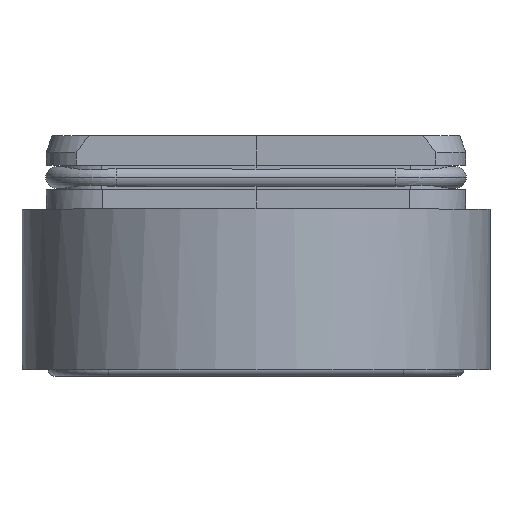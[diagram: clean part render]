
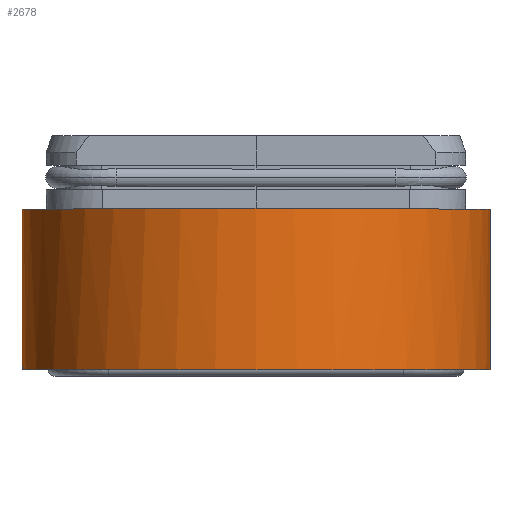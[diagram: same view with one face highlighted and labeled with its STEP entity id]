
A CAD part, front view. The second image highlights one B-rep face of the part: STEP entity #2678.
In plain terms, the highlighted cylindrical face has radius 29 mm (diameter 58 mm), a partial arc.
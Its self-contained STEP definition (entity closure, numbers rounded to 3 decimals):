
#2657=AXIS2_PLACEMENT_3D('Cylinder Axis2P3D',#2654,#2655,#2656) ;
#2668=AXIS2_PLACEMENT_3D('Circle Axis2P3D',#2666,#2667,$) ;
#171=CARTESIAN_POINT('Vertex',(0.,29.,20.723)) ;
#175=CARTESIAN_POINT('Control Point',(29.,0.,20.85)) ;
#176=CARTESIAN_POINT('Control Point',(24.071,0.,20.828)) ;
#177=CARTESIAN_POINT('Control Point',(19.142,1.047,20.807)) ;
#178=CARTESIAN_POINT('Control Point',(14.51,3.143,20.787)) ;
#179=CARTESIAN_POINT('Control Point',(7.042,8.709,20.754)) ;
#180=CARTESIAN_POINT('Control Point',(2.262,16.636,20.733)) ;
#181=CARTESIAN_POINT('Control Point',(0.754,20.637,20.727)) ;
#182=CARTESIAN_POINT('Control Point',(0.,24.818,20.723)) ;
#183=CARTESIAN_POINT('Control Point',(0.,29.,20.723)) ;
#184=CARTESIAN_POINT('Vertex',(29.,0.,20.85)) ;
#546=CARTESIAN_POINT('Control Point',(29.,0.,20.85)) ;
#547=CARTESIAN_POINT('Control Point',(33.929,0.,20.828)) ;
#548=CARTESIAN_POINT('Control Point',(38.858,1.047,20.807)) ;
#549=CARTESIAN_POINT('Control Point',(43.49,3.143,20.787)) ;
#550=CARTESIAN_POINT('Control Point',(50.958,8.709,20.754)) ;
#551=CARTESIAN_POINT('Control Point',(55.738,16.636,20.733)) ;
#552=CARTESIAN_POINT('Control Point',(57.246,20.637,20.727)) ;
#553=CARTESIAN_POINT('Control Point',(58.,24.818,20.723)) ;
#554=CARTESIAN_POINT('Control Point',(58.,29.,20.723)) ;
#555=CARTESIAN_POINT('Vertex',(58.,29.,20.723)) ;
#2628=CARTESIAN_POINT('Line Origine',(58.,29.,10.787)) ;
#2632=CARTESIAN_POINT('Vertex',(58.,29.,0.85)) ;
#2654=CARTESIAN_POINT('Axis2P3D Location',(29.,29.,10.85)) ;
#2659=CARTESIAN_POINT('Line Origine',(0.,29.,10.85)) ;
#2663=CARTESIAN_POINT('Vertex',(0.,29.,0.85)) ;
#2666=CARTESIAN_POINT('Axis2P3D Location',(29.,29.,0.85)) ;
#2629=DIRECTION('Vector Direction',(0.,0.,1.)) ;
#2655=DIRECTION('Axis2P3D Direction',(-0.,0.,1.)) ;
#2656=DIRECTION('Axis2P3D XDirection',(-1.,0.,-0.)) ;
#2660=DIRECTION('Vector Direction',(0.,0.,1.)) ;
#2667=DIRECTION('Axis2P3D Direction',(-0.,0.,1.)) ;
#2630=VECTOR('Line Direction',#2629,1.) ;
#2661=VECTOR('Line Direction',#2660,1.) ;
#2672=ORIENTED_EDGE('',*,*,#186,.T.) ;
#2673=ORIENTED_EDGE('',*,*,#2665,.F.) ;
#2674=ORIENTED_EDGE('',*,*,#2670,.T.) ;
#2675=ORIENTED_EDGE('',*,*,#2634,.T.) ;
#2676=ORIENTED_EDGE('',*,*,#557,.T.) ;
#2678=ADVANCED_FACE('Hauptk\X2\00F6\X0\rper',(#2677),#2658,.T.) ;
#174=B_SPLINE_CURVE_WITH_KNOTS('',5,(#175,#176,#177,#178,#179,#180,#181,#182,#183),.UNSPECIFIED.,.F.,.U.,(6,3,6),(0.,34.853,64.422),.UNSPECIFIED.) ;
#545=B_SPLINE_CURVE_WITH_KNOTS('',5,(#546,#547,#548,#549,#550,#551,#552,#553,#554),.UNSPECIFIED.,.F.,.U.,(6,3,6),(0.,34.853,64.422),.UNSPECIFIED.) ;
#2669=CIRCLE('generated circle',#2668,29.) ;
#2658=CYLINDRICAL_SURFACE('generated cylinder',#2657,29.) ;
#186=EDGE_CURVE('',#185,#172,#174,.T.) ;
#557=EDGE_CURVE('',#556,#185,#545,.F.) ;
#2634=EDGE_CURVE('',#2633,#556,#2631,.T.) ;
#2665=EDGE_CURVE('',#2664,#172,#2662,.T.) ;
#2670=EDGE_CURVE('',#2664,#2633,#2669,.T.) ;
#2671=EDGE_LOOP('',(#2672,#2673,#2674,#2675,#2676)) ;
#2677=FACE_OUTER_BOUND('',#2671,.T.) ;
#2631=LINE('Line',#2628,#2630) ;
#2662=LINE('Line',#2659,#2661) ;
#172=VERTEX_POINT('',#171) ;
#185=VERTEX_POINT('',#184) ;
#556=VERTEX_POINT('',#555) ;
#2633=VERTEX_POINT('',#2632) ;
#2664=VERTEX_POINT('',#2663) ;
